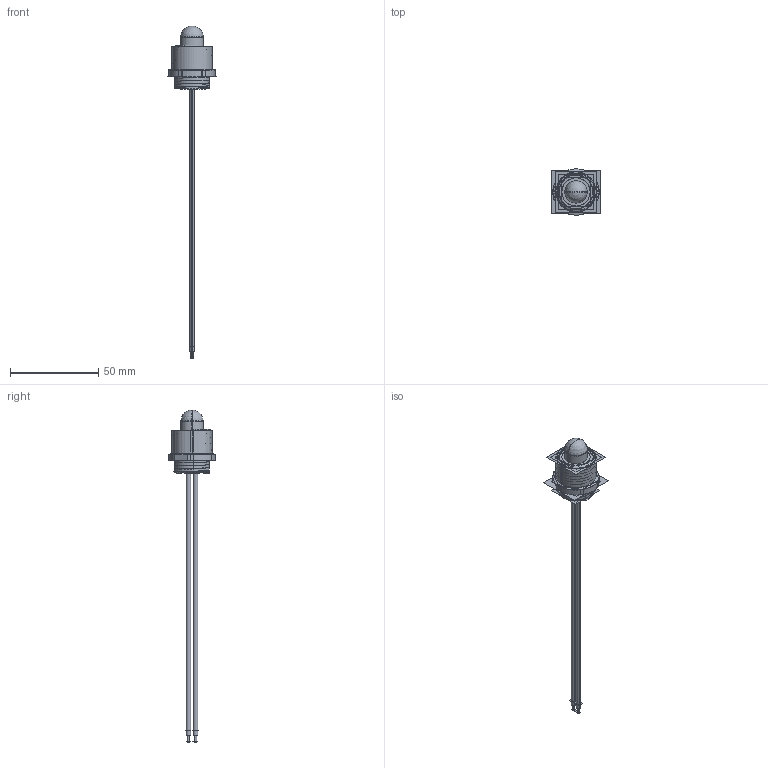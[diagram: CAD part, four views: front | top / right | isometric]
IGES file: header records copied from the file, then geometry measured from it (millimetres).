
Start section:  PTC IGES file: 192580.igs
Global section: file name: 192580.igs; native system: Creo Parametric by Parametric Technology Corporation; preprocessor: 2013230; author: pdmadmin; organization: Unknown; date: 20160120.175419; units: millimetre
Bounding box: 27.37 x 26.32 x 188.57 mm (x, y, z)
Volume: 8209.6 mm3; surface area: 52275.3 mm2
Topology: 4 solids, 4 shells, 182 faces, 912 edges, 1168 vertices
Faces by surface type: revolution 120, bspline 62
